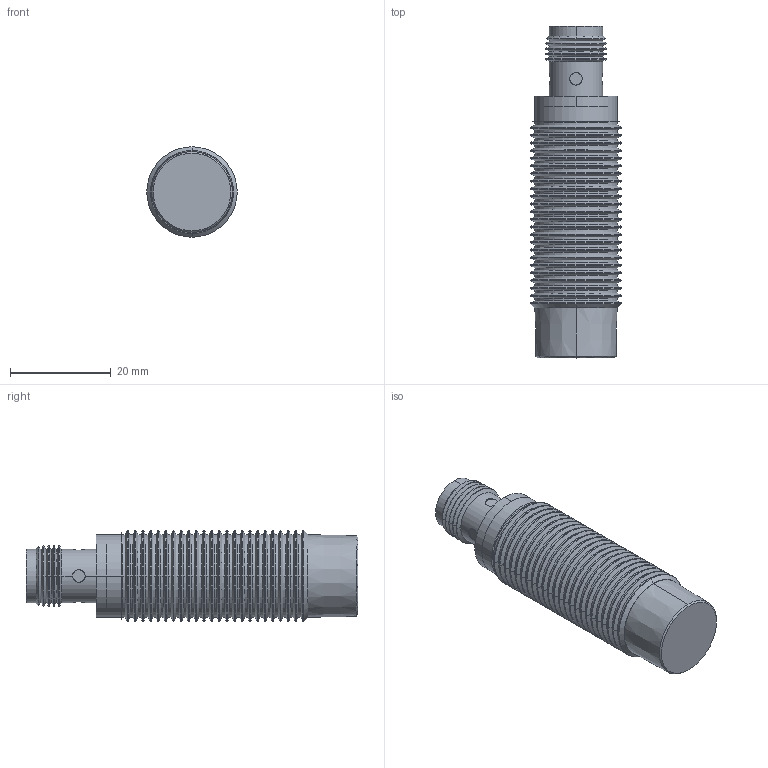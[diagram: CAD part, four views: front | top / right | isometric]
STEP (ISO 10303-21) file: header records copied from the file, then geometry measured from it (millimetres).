
FILE_DESCRIPTION(('STEP AP214'),'1');
FILE_NAME('cctmp_D9D6FE93-485F-4414-B69B-D87817A85486_2022_07_22_10_31_38_0030..stp','2022-07-22T08:31:38',('Pepperl+Fuchs GmbH'),('CADClick - www.CADClick.com'),'Spatial InterOp 3D',' ','unknown authorization');
FILE_SCHEMA(('AUTOMOTIVE_DESIGN'));
Length unit declared in the file: millimetre
Products named in the file (6): cc_unnamed; NXN12-18GM50-E2-V1_4; NXN12-18GM50-E2-V1_3; NXN12-18GM50-E2-V1_2; NXN12-18GM50-E2-V1_1; NXN12-18GM50-E2-V1
Assembly tree (5 placements, depth 2):
  cc_unnamed
    NXN12-18GM50-E2-V1_4
    NXN12-18GM50-E2-V1_3
    NXN12-18GM50-E2-V1_2
    NXN12-18GM50-E2-V1_1
    NXN12-18GM50-E2-V1
Bounding box: 18 x 66 x 18 mm (x, y, z)
Volume: 11710.6 mm3; surface area: 9496.9 mm2
Topology: 8 solids, 8 shells, 339 faces, 724 edges, 404 vertices
Faces by surface type: cylinder 159, cone 136, plane 38, sphere 6
Entity records: 12101 total; most frequent: DIRECTION 1760, CARTESIAN_POINT 1741, ORIENTED_EDGE 1424, AXIS2_PLACEMENT_3D 727, EDGE_CURVE 712, VERTEX_POINT 404, CIRCLE 382, EDGE_LOOP 364
